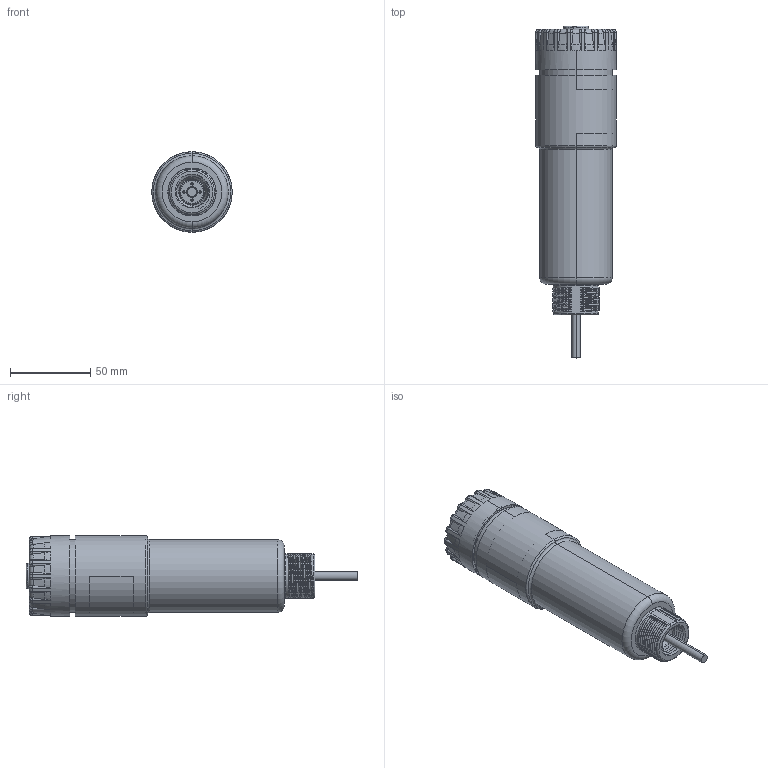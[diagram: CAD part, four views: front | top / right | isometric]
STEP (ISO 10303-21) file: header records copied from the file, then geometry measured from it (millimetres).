
FILE_DESCRIPTION((''),'2;1');
FILE_NAME('168247_SW','2012-10-16T',('banengservice'),('BANNER ENGINEERING'),'PRO/ENGINEER BY PARAMETRIC TECHNOLOGY CORPORATION, 2009141','PRO/ENGINEER BY PARAMETRIC TECHNOLOGY CORPORATION, 2009141','');
FILE_SCHEMA(('CONFIG_CONTROL_DESIGN'));
Products named in the file (1): 168247_SW
Bounding box: 50 x 206.35 x 50 mm (x, y, z)
Volume: 101573.1 mm3; surface area: 78642.5 mm2
Topology: 3 solids, 3 shells, 1431 faces, 3531 edges, 2155 vertices
Faces by surface type: cylinder 431, bspline 308, plane 284, torus 256, cone 80, sphere 72
Entity records: 84883 total; most frequent: CARTESIAN_POINT 52831, ORIENTED_EDGE 7058, DIRECTION 6362, EDGE_CURVE 3529, AXIS2_PLACEMENT_3D 2671, VERTEX_POINT 2155, CIRCLE 1548, EDGE_LOOP 1510
